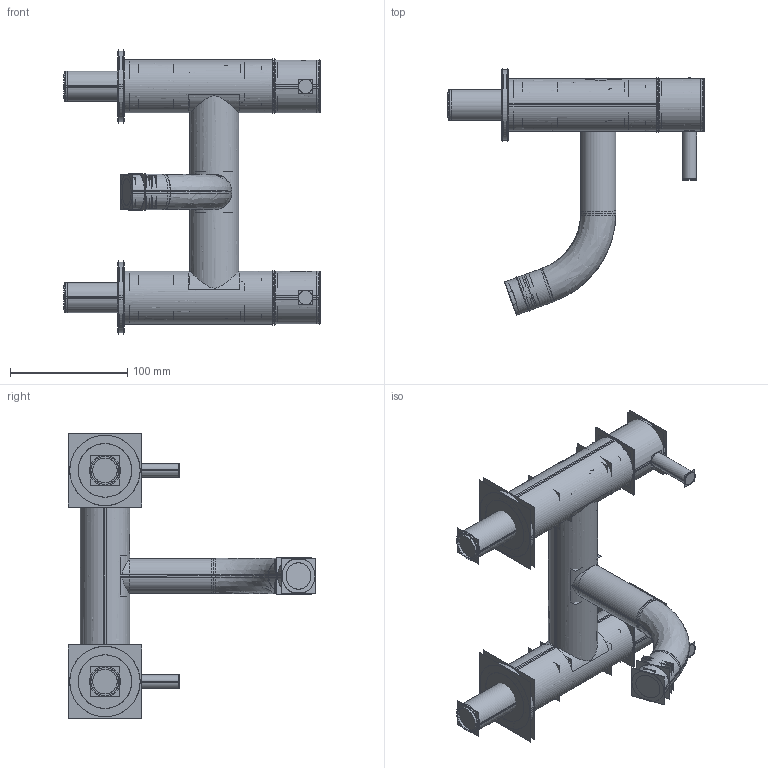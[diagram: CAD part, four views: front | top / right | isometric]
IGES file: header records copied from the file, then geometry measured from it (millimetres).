
Start section:  PTC IGES file: DE322DC.igs
Global section: file name: DE322DC.igs; native system: Pro/ENGINEER by Parametric Technology Corporation; preprocessor: 2009360; author: user321; organization: Unknown; date: 20191226.155217; units: millimetre
Bounding box: 218.58 x 210.75 x 242.41 mm (x, y, z)
Volume: 349865.7 mm3; surface area: 1579663.6 mm2
Topology: 22 solids, 38 shells, 2240 faces, 11412 edges, 14568 vertices
Faces by surface type: revolution 1416, bspline 824
